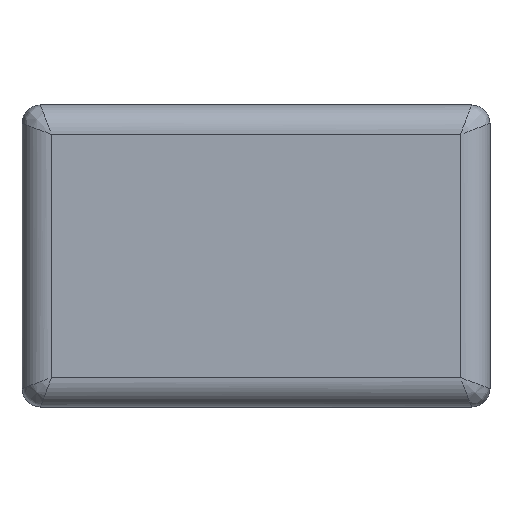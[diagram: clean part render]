
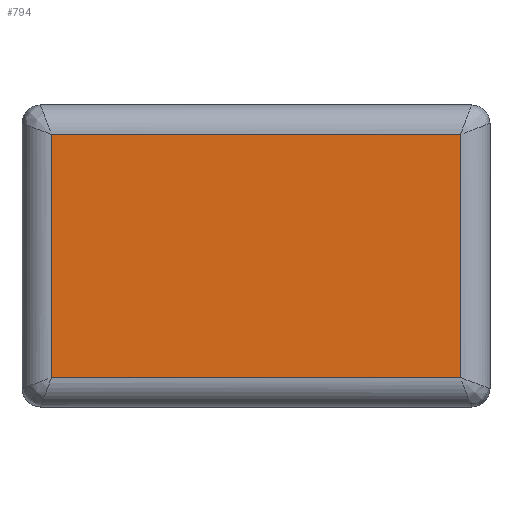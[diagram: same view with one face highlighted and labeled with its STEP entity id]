
A CAD part, left-side view. The second image highlights one B-rep face of the part: STEP entity #794.
In plain terms, the highlighted planar face has unit normal (-1, 0, 0).
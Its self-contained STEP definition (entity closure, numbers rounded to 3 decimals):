
#24=DIRECTION ( 'NONE',  ( 1., 0., 0. ) );
#81=CARTESIAN_POINT ( 'NONE',  ( -1., 0.555, 0.08 ) );
#118=VECTOR ( 'NONE', #684, 1000. );
#122=VERTEX_POINT ( 'NONE', #164 );
#164=CARTESIAN_POINT ( 'NONE',  ( -1., -0.555, 0.74 ) );
#183=DIRECTION ( 'NONE',  ( 0., 0., -1. ) );
#209=LINE ( 'NONE', #1591, #587 );
#231=LINE ( 'NONE', #1643, #118 );
#233=CARTESIAN_POINT ( 'NONE',  ( -1., 0., 0.08 ) );
#296=VERTEX_POINT ( 'NONE', #81 );
#404=CARTESIAN_POINT ( 'NONE',  ( -1., -0.555, 0.08 ) );
#510=CARTESIAN_POINT ( 'NONE',  ( -1., -0.635, 0.82 ) );
#558=VECTOR ( 'NONE', #1514, 1000. );
#562=AXIS2_PLACEMENT_3D ( 'NONE', #510, #24, #183 );
#587=VECTOR ( 'NONE', #736, 1000. );
#658=ORIENTED_EDGE ( 'NONE', *, *, #1388, .T. );
#663=CARTESIAN_POINT ( 'NONE',  ( -1., 0.555, 0.74 ) );
#684=DIRECTION ( 'NONE',  ( 0., 0., 1. ) );
#736=DIRECTION ( 'NONE',  ( 0., 1., 0. ) );
#761=DIRECTION ( 'NONE',  ( 0., 0., -1. ) );
#790=EDGE_CURVE ( 'NONE', #1631, #296, #1415, .T. );
#794=ADVANCED_FACE ( 'NONE', ( #925 ), #1617, .F. );
#863=EDGE_CURVE ( 'NONE', #296, #1465, #899, .T. );
#878=EDGE_LOOP ( 'NONE', ( #923, #919, #658, #1612 ) );
#899=LINE ( 'NONE', #233, #558 );
#919=ORIENTED_EDGE ( 'NONE', *, *, #863, .T. );
#923=ORIENTED_EDGE ( 'NONE', *, *, #790, .T. );
#925=FACE_OUTER_BOUND ( 'NONE', #878, .T. );
#1089=VECTOR ( 'NONE', #761, 1000. );
#1151=EDGE_CURVE ( 'NONE', #122, #1631, #209, .T. );
#1388=EDGE_CURVE ( 'NONE', #1465, #122, #231, .T. );
#1415=LINE ( 'NONE', #1495, #1089 );
#1465=VERTEX_POINT ( 'NONE', #404 );
#1495=CARTESIAN_POINT ( 'NONE',  ( -1., 0.555, 0.82 ) );
#1514=DIRECTION ( 'NONE',  ( 0., -1., 0. ) );
#1591=CARTESIAN_POINT ( 'NONE',  ( -1., -0.635, 0.74 ) );
#1612=ORIENTED_EDGE ( 'NONE', *, *, #1151, .T. );
#1617=PLANE ( 'NONE',  #562 );
#1631=VERTEX_POINT ( 'NONE', #663 );
#1643=CARTESIAN_POINT ( 'NONE',  ( -1., -0.555, 0.82 ) );
